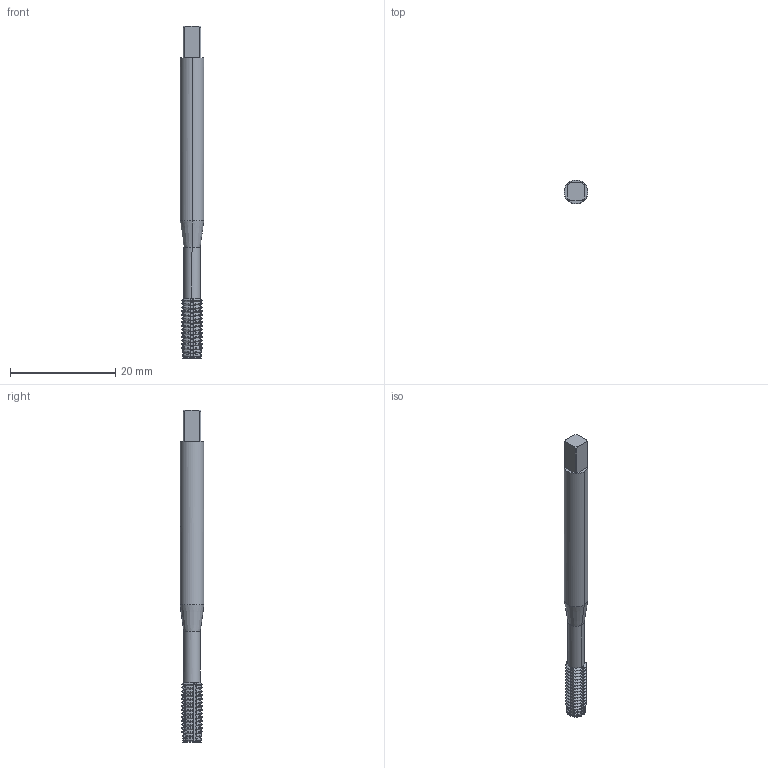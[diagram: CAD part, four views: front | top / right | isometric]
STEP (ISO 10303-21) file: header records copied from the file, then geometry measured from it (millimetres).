
FILE_DESCRIPTION(('no description'),'unknown implementation level');
FILE_NAME('solidUfmhpmQ4_kXNwiY_7NDQIR4Mc5Q_1.STP',' ',('CIM GmbH Aachen'),('CADClick - KiM GmbH - www.kimweb.de'),'unknown preprocess','ACIS','unknown authorization');
FILE_SCHEMA(('automotive_design'));
Length unit declared in the file: millimetre
Products named in the file (2): 1; 2
Bounding box: 4.5 x 4.5 x 63 mm (x, y, z)
Volume: 797.3 mm3; surface area: 1110.4 mm2
Topology: 2 solids, 2 shells, 678 faces, 1948 edges, 1274 vertices
Faces by surface type: cone 281, cylinder 210, plane 177, torus 10
Entity records: 46914 total; most frequent: CARTESIAN_POINT 7837, STYLED_ITEM 3902, PRESENTATION_STYLE_ASSIGNMENT 3902, COLOUR_RGB 3902, ORIENTED_EDGE 3896, DIRECTION 3490, EDGE_CURVE 1948, CURVE_STYLE 1948
